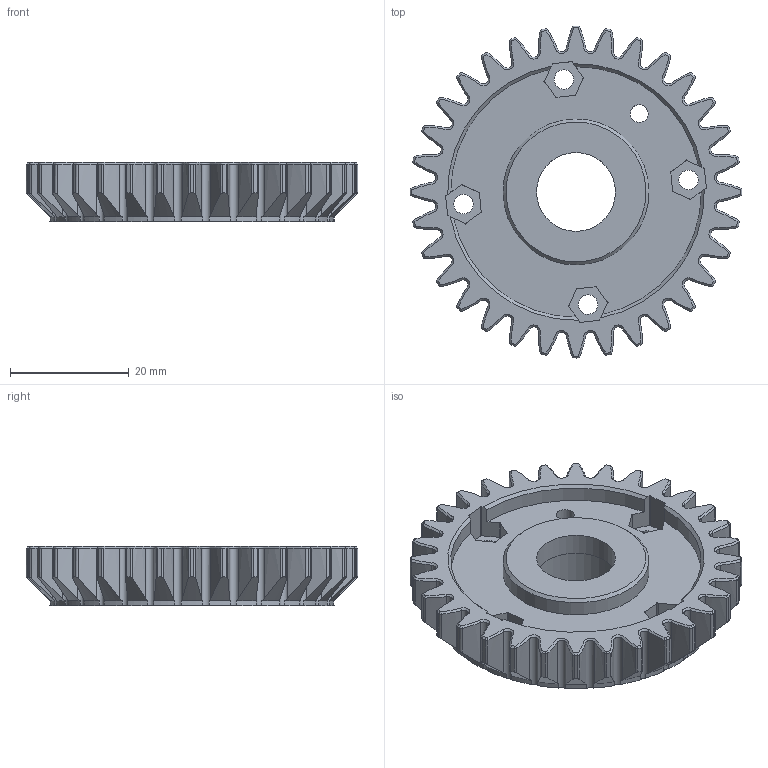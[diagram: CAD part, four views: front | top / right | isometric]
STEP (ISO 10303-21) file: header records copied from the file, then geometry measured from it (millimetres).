
FILE_DESCRIPTION(/* description */ (''),/* implementation_level */ '2;1');
FILE_NAME(/* name */ 'GearRotate_0.20mmTolerance_ipt_1ca153fe.STEP',/* time_stamp */ '2024-03-27T20:42:14+02:00',/* author */ ('peter'),/* organization */ (''),/* preprocessor_version */ 'ST-DEVELOPER v18.1',/* originating_system */ 'Autodesk Inventor 2021',/* authorisation */ '');
FILE_SCHEMA (('AUTOMOTIVE_DESIGN { 1 0 10303 214 3 1 1 }'));
Length unit declared in the file: millimetre
Products named in the file (1): GearRotate_0.20mmTolerance
Bounding box: 56 x 56 x 10 mm (x, y, z)
Volume: 15331.3 mm3; surface area: 8067.1 mm2
Topology: 1 solids, 1 shells, 546 faces, 1430 edges, 889 vertices
Faces by surface type: cylinder 284, cone 229, plane 33
Full cylindrical faces by diameter (mm): 3 x1, 3.3 x4, 13.3 x1, 15.3 x1, 24.6 x1
Entity records: 17705 total; most frequent: CARTESIAN_POINT 4098, DIRECTION 2961, ORIENTED_EDGE 2860, EDGE_CURVE 1430, AXIS2_PLACEMENT_3D 1184, VERTEX_POINT 889, CIRCLE 637, LINE 593
